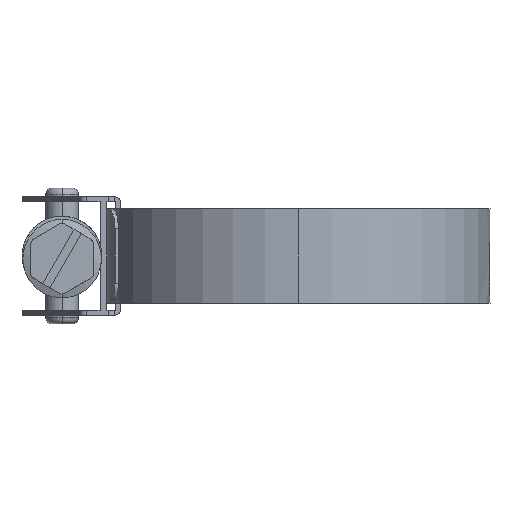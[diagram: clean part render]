
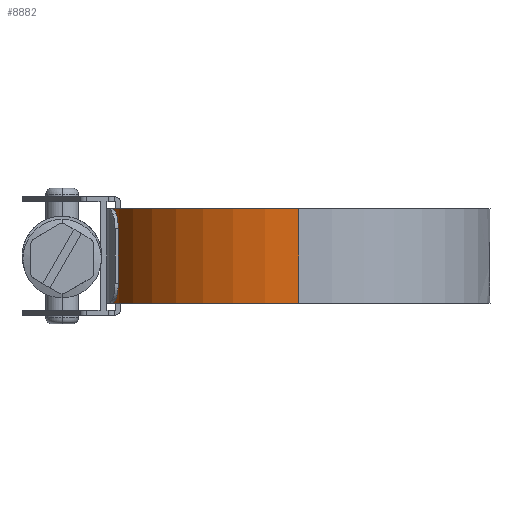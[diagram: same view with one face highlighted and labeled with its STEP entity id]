
A CAD part, left-side view. The second image highlights one B-rep face of the part: STEP entity #8882.
In plain terms, the highlighted cylindrical face has radius 29.03 mm (diameter 58.06 mm), a partial arc.
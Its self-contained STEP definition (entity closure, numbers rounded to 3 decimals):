
#919 = LINE ( 'NONE', #10361, #7649 ) ;
#1022 = CARTESIAN_POINT ( 'NONE',  ( -29.03, 0., 7.15 ) ) ;
#1186 = LINE ( 'NONE', #8577, #1589 ) ;
#1589 = VECTOR ( 'NONE', #3045, 1000. ) ;
#1861 = EDGE_CURVE ( 'NONE', #7010, #10939, #3130, .T. ) ;
#2472 = EDGE_CURVE ( 'NONE', #7010, #5248, #1186, .T. ) ;
#2478 = FACE_OUTER_BOUND ( 'NONE', #2493, .T. ) ;
#2493 = EDGE_LOOP ( 'NONE', ( #4252, #8230, #4845, #3174 ) ) ;
#3045 = DIRECTION ( 'NONE',  ( 0., 0., -1. ) ) ;
#3130 = CIRCLE ( 'NONE', #10908, 29.03 ) ;
#3174 = ORIENTED_EDGE ( 'NONE', *, *, #10536, .T. ) ;
#3226 = DIRECTION ( 'NONE',  ( 0., 0., 1. ) ) ;
#4252 = ORIENTED_EDGE ( 'NONE', *, *, #9154, .F. ) ;
#4640 = VERTEX_POINT ( 'NONE', #7127 ) ;
#4726 = AXIS2_PLACEMENT_3D ( 'NONE', #5700, #3226, #7474 ) ;
#4845 = ORIENTED_EDGE ( 'NONE', *, *, #2472, .T. ) ;
#5182 = CIRCLE ( 'NONE', #4726, 29.03 ) ;
#5248 = VERTEX_POINT ( 'NONE', #10888 ) ;
#5700 = CARTESIAN_POINT ( 'NONE',  ( 0., 0., -7.15 ) ) ;
#7010 = VERTEX_POINT ( 'NONE', #10381 ) ;
#7127 = CARTESIAN_POINT ( 'NONE',  ( -29.03, 0., -7.15 ) ) ;
#7474 = DIRECTION ( 'NONE',  ( 1., 0., 0. ) ) ;
#7649 = VECTOR ( 'NONE', #12354, 1000. ) ;
#8230 = ORIENTED_EDGE ( 'NONE', *, *, #1861, .F. ) ;
#8577 = CARTESIAN_POINT ( 'NONE',  ( 0., 29.03, 7.15 ) ) ;
#8699 = DIRECTION ( 'NONE',  ( 0., 0., -1. ) ) ;
#8777 = CARTESIAN_POINT ( 'NONE',  ( 0., 0., 7.15 ) ) ;
#8882 = ADVANCED_FACE ( 'NONE', ( #2478 ), #11865, .T. ) ;
#9154 = EDGE_CURVE ( 'NONE', #10939, #4640, #919, .T. ) ;
#9435 = CARTESIAN_POINT ( 'NONE',  ( 0., 0., 7.15 ) ) ;
#9748 = DIRECTION ( 'NONE',  ( -1., 0., 0. ) ) ;
#10361 = CARTESIAN_POINT ( 'NONE',  ( -29.03, 0., 7.15 ) ) ;
#10374 = DIRECTION ( 'NONE',  ( 1., 0., 0. ) ) ;
#10381 = CARTESIAN_POINT ( 'NONE',  ( 0., 29.03, 7.15 ) ) ;
#10435 = DIRECTION ( 'NONE',  ( 0., 0., 1. ) ) ;
#10536 = EDGE_CURVE ( 'NONE', #5248, #4640, #5182, .T. ) ;
#10888 = CARTESIAN_POINT ( 'NONE',  ( 0., 29.03, -7.15 ) ) ;
#10908 = AXIS2_PLACEMENT_3D ( 'NONE', #9435, #10435, #10374 ) ;
#10939 = VERTEX_POINT ( 'NONE', #1022 ) ;
#11865 = CYLINDRICAL_SURFACE ( 'NONE', #13383, 29.03 ) ;
#12354 = DIRECTION ( 'NONE',  ( 0., 0., -1. ) ) ;
#13383 = AXIS2_PLACEMENT_3D ( 'NONE', #8777, #8699, #9748 ) ;
